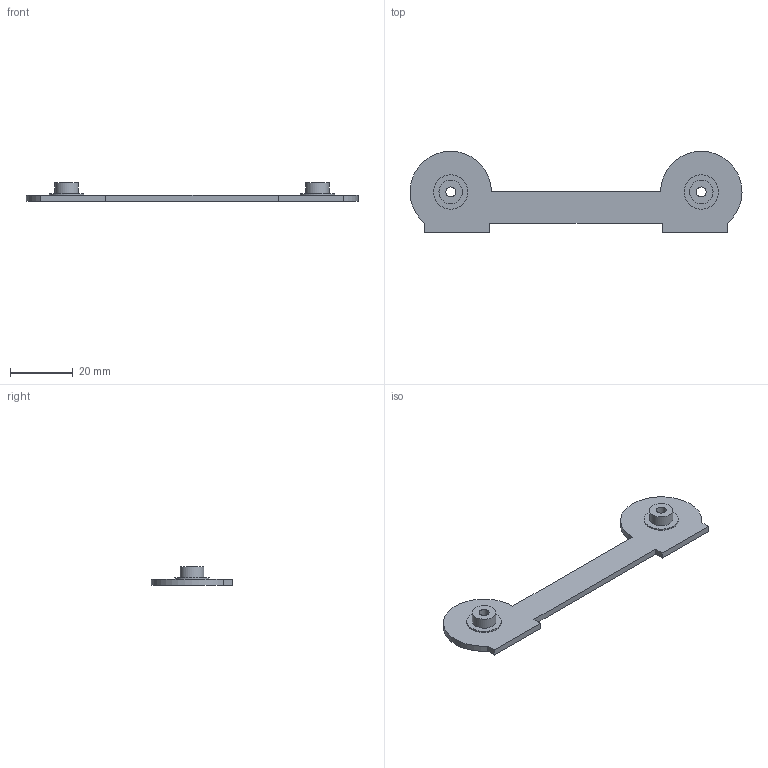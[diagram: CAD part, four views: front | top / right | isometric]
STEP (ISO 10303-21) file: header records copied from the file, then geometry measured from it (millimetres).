
FILE_DESCRIPTION(('FreeCAD Model'),'2;1');
FILE_NAME( 'Soportefilamento.step', '2016-12-25T21:28:50',('DiegoLale'),('Lalebots'), 'Open CASCADE STEP processor 6.8','FreeCAD','Unknown');
FILE_SCHEMA(('AUTOMOTIVE_DESIGN_CC2 { 1 2 10303 214 -1 1 5 4 }'));
Length unit declared in the file: millimetre
Products named in the file (2): ASSEMBLY; Pad002
Assembly tree (1 placements, depth 2):
  ASSEMBLY
    Pad002
Bounding box: 106 x 26 x 6 mm (x, y, z)
Volume: 3682.1 mm3; surface area: 4196.5 mm2
Topology: 1 solids, 1 shells, 24 faces, 52 edges, 34 vertices
Faces by surface type: plane 14, cylinder 10
Full cylindrical faces by diameter (mm): 3.2 x4, 7.5 x2, 11 x2
Entity records: 1447 total; most frequent: CARTESIAN_POINT 314, DIRECTION 214, LINE 118, VECTOR 118, ORIENTED_EDGE 104, PCURVE 104, DEFINITIONAL_REPRESENTATION 104, EDGE_CURVE 52
